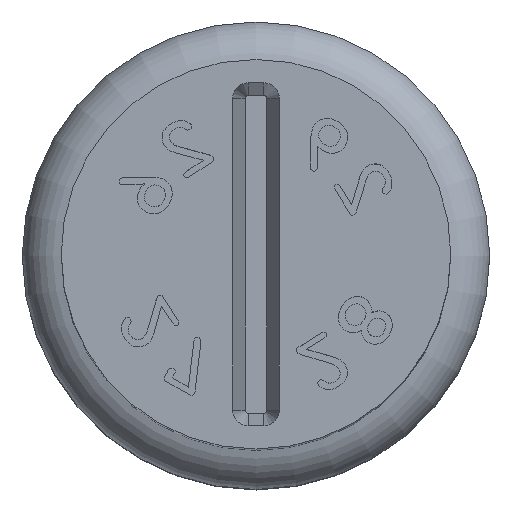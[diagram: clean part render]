
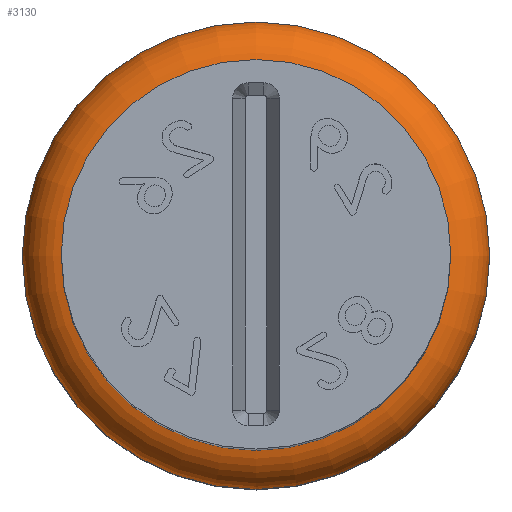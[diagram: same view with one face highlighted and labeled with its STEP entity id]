
A CAD part, top view. The second image highlights one B-rep face of the part: STEP entity #3130.
In plain terms, the highlighted toroidal (fillet/blend) face has major radius 1.2 mm and minor radius 0.3 mm.
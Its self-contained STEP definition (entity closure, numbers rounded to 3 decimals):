
#345=TOROIDAL_SURFACE('',#3256,1.2,0.3);
#583=FACE_OUTER_BOUND('',#775,.T.);
#775=EDGE_LOOP('',(#2944,#2945,#2946,#2947));
#1260=CIRCLE('',#3257,0.3);
#1261=CIRCLE('',#3258,0.9);
#1567=VERTEX_POINT('',#6345);
#2026=EDGE_CURVE('',#1567,#1567,#1260,.T.);
#2027=EDGE_CURVE('',#1567,#1567,#1261,.T.);
#2944=ORIENTED_EDGE('',*,*,#2026,.F.);
#2945=ORIENTED_EDGE('',*,*,#2027,.T.);
#2946=ORIENTED_EDGE('',*,*,#2026,.T.);
#2947=ORIENTED_EDGE('',*,*,#2027,.F.);
#3130=ADVANCED_FACE('',(#583),#345,.T.);
#3256=AXIS2_PLACEMENT_3D('',#6344,#3690,#3691);
#3257=AXIS2_PLACEMENT_3D('',#6346,#3692,#3693);
#3258=AXIS2_PLACEMENT_3D('',#6347,#3694,#3695);
#3690=DIRECTION('center_axis',(0.,0.,1.));
#3691=DIRECTION('ref_axis',(1.,0.,0.));
#3692=DIRECTION('center_axis',(0.,-1.,0.));
#3693=DIRECTION('ref_axis',(-1.,0.,0.));
#3694=DIRECTION('center_axis',(0.,0.,-1.));
#3695=DIRECTION('ref_axis',(1.,0.,0.));
#6344=CARTESIAN_POINT('Origin',(0.,0.,8.575));
#6345=CARTESIAN_POINT('',(-0.9,0.,8.575));
#6346=CARTESIAN_POINT('Origin',(-1.2,0.,8.575));
#6347=CARTESIAN_POINT('Origin',(0.,0.,8.575));
